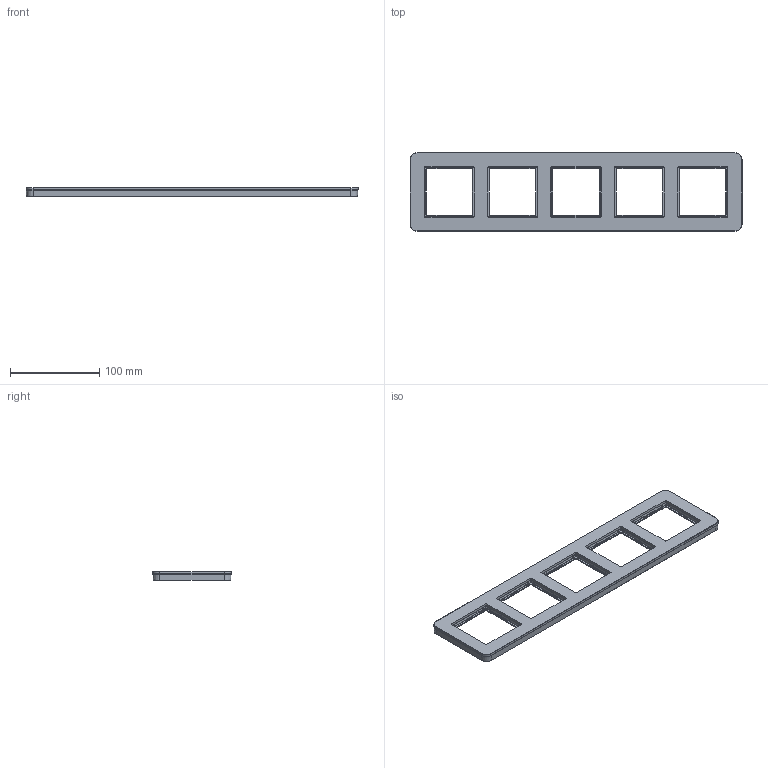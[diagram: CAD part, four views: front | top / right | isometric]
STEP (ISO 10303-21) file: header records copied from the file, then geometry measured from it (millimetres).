
FILE_DESCRIPTION((''),'2;1');
FILE_NAME('WAD9500GBM_ASM','2025-02-24T14:27:01',('andolfs'),(''),'CREO PARAMETRIC BY PTC INC, 2023154','CREO PARAMETRIC BY PTC INC, 2023154','');
FILE_SCHEMA(('CONFIG_CONTROL_DESIGN','SHAPE_APPEARANCE_LAYERS_GROUPS'));
Products named in the file (8): W4G0215_18; W4H0011_18; W1A2408_86; W1A2413_GP; 9204676000_KLEBEPAD; 9204677000_KLEBEPAD; W2A0580_00_ASM; WAD9500GBM_ASM
Assembly tree (10 placements, depth 3):
  WAD9500GBM_ASM
    W4G0215_18
    W2A0580_00_ASM
      W4H0011_18
      W1A2408_86
      W1A2413_GP
      9204676000_KLEBEPAD
      9204677000_KLEBEPAD  x4
Bounding box: 372 x 88 x 10 mm (x, y, z)
Volume: 96282.1 mm3; surface area: 113659.2 mm2
Topology: 7 solids, 7 shells, 3111 faces, 8112 edges, 5134 vertices
Faces by surface type: plane 1084, extrusion 814, cylinder 474, bspline 339, cone 156, torus 144, sphere 80, revolution 20
Entity records: 180286 total; most frequent: CARTESIAN_POINT 62491, ORIENTED_EDGE 15936, DIRECTION 11827, PRESENTATION_STYLE_ASSIGNMENT 11729, STYLED_ITEM 11729, CURVE_STYLE 8706, EDGE_CURVE 7968, VERTEX_POINT 5038
